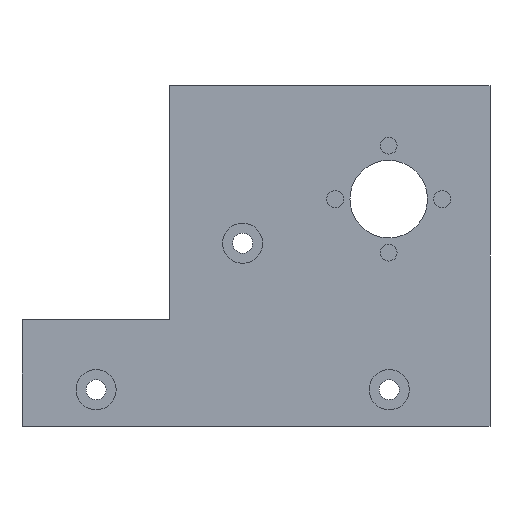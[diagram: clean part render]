
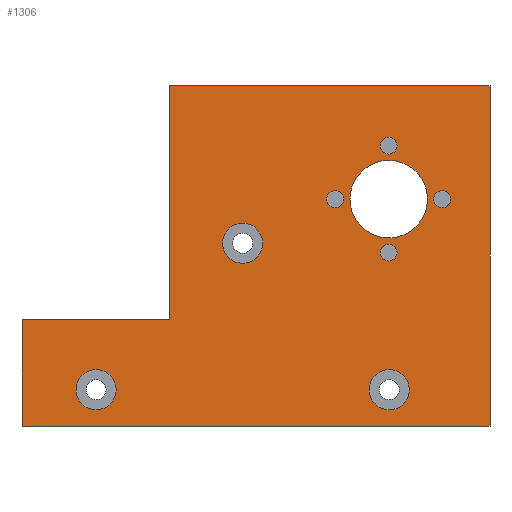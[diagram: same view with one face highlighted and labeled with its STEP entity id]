
A CAD part, front view. The second image highlights one B-rep face of the part: STEP entity #1306.
In plain terms, the highlighted planar face has unit normal (0, -1, 0).
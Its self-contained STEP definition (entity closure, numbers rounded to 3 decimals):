
#31=FACE_BOUND('',#224,.T.);
#32=FACE_BOUND('',#225,.T.);
#33=FACE_BOUND('',#226,.T.);
#34=FACE_BOUND('',#227,.T.);
#35=FACE_BOUND('',#228,.T.);
#36=FACE_BOUND('',#229,.T.);
#37=FACE_BOUND('',#230,.T.);
#38=FACE_BOUND('',#231,.T.);
#90=PLANE('',#1433);
#138=FACE_OUTER_BOUND('',#223,.T.);
#223=EDGE_LOOP('',(#943,#944,#945,#946,#947,#948));
#224=EDGE_LOOP('',(#949));
#225=EDGE_LOOP('',(#950));
#226=EDGE_LOOP('',(#951));
#227=EDGE_LOOP('',(#952));
#228=EDGE_LOOP('',(#953));
#229=EDGE_LOOP('',(#954));
#230=EDGE_LOOP('',(#955));
#231=EDGE_LOOP('',(#956));
#349=LINE('',#2081,#434);
#350=LINE('',#2083,#435);
#351=LINE('',#2085,#436);
#352=LINE('',#2087,#437);
#353=LINE('',#2089,#438);
#354=LINE('',#2090,#439);
#434=VECTOR('',#1657,10.);
#435=VECTOR('',#1658,10.);
#436=VECTOR('',#1659,10.);
#437=VECTOR('',#1660,10.);
#438=VECTOR('',#1661,10.);
#439=VECTOR('',#1662,10.);
#529=CIRCLE('',#1424,1.25);
#531=CIRCLE('',#1428,1.25);
#533=CIRCLE('',#1432,1.25);
#534=CIRCLE('',#1434,3.);
#535=CIRCLE('',#1435,3.);
#536=CIRCLE('',#1436,3.);
#537=CIRCLE('',#1437,1.25);
#538=CIRCLE('',#1438,5.8);
#620=VERTEX_POINT('',#2061);
#622=VERTEX_POINT('',#2068);
#624=VERTEX_POINT('',#2075);
#625=VERTEX_POINT('',#2079);
#626=VERTEX_POINT('',#2080);
#627=VERTEX_POINT('',#2082);
#628=VERTEX_POINT('',#2084);
#629=VERTEX_POINT('',#2086);
#630=VERTEX_POINT('',#2088);
#631=VERTEX_POINT('',#2091);
#632=VERTEX_POINT('',#2093);
#633=VERTEX_POINT('',#2095);
#634=VERTEX_POINT('',#2097);
#635=VERTEX_POINT('',#2099);
#745=EDGE_CURVE('',#620,#620,#529,.T.);
#748=EDGE_CURVE('',#622,#622,#531,.T.);
#751=EDGE_CURVE('',#624,#624,#533,.T.);
#753=EDGE_CURVE('',#625,#626,#349,.T.);
#754=EDGE_CURVE('',#627,#625,#350,.T.);
#755=EDGE_CURVE('',#627,#628,#351,.T.);
#756=EDGE_CURVE('',#628,#629,#352,.T.);
#757=EDGE_CURVE('',#629,#630,#353,.T.);
#758=EDGE_CURVE('',#630,#626,#354,.T.);
#759=EDGE_CURVE('',#631,#631,#534,.T.);
#760=EDGE_CURVE('',#632,#632,#535,.T.);
#761=EDGE_CURVE('',#633,#633,#536,.T.);
#762=EDGE_CURVE('',#634,#634,#537,.T.);
#763=EDGE_CURVE('',#635,#635,#538,.T.);
#943=ORIENTED_EDGE('',*,*,#753,.F.);
#944=ORIENTED_EDGE('',*,*,#754,.F.);
#945=ORIENTED_EDGE('',*,*,#755,.T.);
#946=ORIENTED_EDGE('',*,*,#756,.T.);
#947=ORIENTED_EDGE('',*,*,#757,.T.);
#948=ORIENTED_EDGE('',*,*,#758,.T.);
#949=ORIENTED_EDGE('',*,*,#759,.F.);
#950=ORIENTED_EDGE('',*,*,#760,.F.);
#951=ORIENTED_EDGE('',*,*,#761,.F.);
#952=ORIENTED_EDGE('',*,*,#745,.F.);
#953=ORIENTED_EDGE('',*,*,#748,.F.);
#954=ORIENTED_EDGE('',*,*,#751,.F.);
#955=ORIENTED_EDGE('',*,*,#762,.F.);
#956=ORIENTED_EDGE('',*,*,#763,.F.);
#1306=ADVANCED_FACE('',(#138,#31,#32,#33,#34,#35,#36,#37,#38),#90,.T.);
#1424=AXIS2_PLACEMENT_3D('',#2062,#1634,#1635);
#1428=AXIS2_PLACEMENT_3D('',#2069,#1643,#1644);
#1432=AXIS2_PLACEMENT_3D('',#2076,#1652,#1653);
#1433=AXIS2_PLACEMENT_3D('',#2078,#1655,#1656);
#1434=AXIS2_PLACEMENT_3D('',#2092,#1663,#1664);
#1435=AXIS2_PLACEMENT_3D('',#2094,#1665,#1666);
#1436=AXIS2_PLACEMENT_3D('',#2096,#1667,#1668);
#1437=AXIS2_PLACEMENT_3D('',#2098,#1669,#1670);
#1438=AXIS2_PLACEMENT_3D('',#2100,#1671,#1672);
#1634=DIRECTION('center_axis',(0.,-1.,0.));
#1635=DIRECTION('ref_axis',(0.,0.,1.));
#1643=DIRECTION('center_axis',(0.,-1.,0.));
#1644=DIRECTION('ref_axis',(-1.,0.,0.));
#1652=DIRECTION('center_axis',(0.,-1.,0.));
#1653=DIRECTION('ref_axis',(0.,0.,-1.));
#1655=DIRECTION('center_axis',(0.,-1.,0.));
#1656=DIRECTION('ref_axis',(1.,0.,0.));
#1657=DIRECTION('',(0.,0.,1.));
#1658=DIRECTION('',(1.,0.,0.));
#1659=DIRECTION('',(0.,0.,-1.));
#1660=DIRECTION('',(1.,0.,0.));
#1661=DIRECTION('',(0.,0.,1.));
#1662=DIRECTION('',(-1.,0.,0.));
#1663=DIRECTION('center_axis',(0.,-1.,0.));
#1664=DIRECTION('ref_axis',(1.,0.,0.));
#1665=DIRECTION('center_axis',(0.,-1.,0.));
#1666=DIRECTION('ref_axis',(1.,0.,0.));
#1667=DIRECTION('center_axis',(0.,-1.,0.));
#1668=DIRECTION('ref_axis',(1.,0.,0.));
#1669=DIRECTION('center_axis',(0.,-1.,0.));
#1670=DIRECTION('ref_axis',(1.,0.,0.));
#1671=DIRECTION('center_axis',(0.,-1.,0.));
#1672=DIRECTION('ref_axis',(-1.,0.,0.));
#2061=CARTESIAN_POINT('',(54.85,0.,24.75));
#2062=CARTESIAN_POINT('Origin',(54.85,0.,26.));
#2068=CARTESIAN_POINT('',(64.1,0.,34.));
#2069=CARTESIAN_POINT('Origin',(62.85,0.,34.));
#2075=CARTESIAN_POINT('',(54.85,0.,43.25));
#2076=CARTESIAN_POINT('Origin',(54.85,0.,42.));
#2078=CARTESIAN_POINT('Origin',(35.,0.,25.5));
#2079=CARTESIAN_POINT('',(22.,0.,16.));
#2080=CARTESIAN_POINT('',(22.,0.,51.));
#2081=CARTESIAN_POINT('',(22.,0.,38.25));
#2082=CARTESIAN_POINT('',(0.,0.,16.));
#2083=CARTESIAN_POINT('',(28.5,0.,16.));
#2084=CARTESIAN_POINT('',(0.,0.,0.));
#2085=CARTESIAN_POINT('',(0.,0.,51.));
#2086=CARTESIAN_POINT('',(70.,0.,0.));
#2087=CARTESIAN_POINT('',(0.,0.,0.));
#2088=CARTESIAN_POINT('',(70.,0.,51.));
#2089=CARTESIAN_POINT('',(70.,0.,0.));
#2090=CARTESIAN_POINT('',(70.,0.,51.));
#2091=CARTESIAN_POINT('',(51.922,0.,5.5));
#2092=CARTESIAN_POINT('Origin',(54.922,0.,5.5));
#2093=CARTESIAN_POINT('',(30.,0.,27.419));
#2094=CARTESIAN_POINT('Origin',(33.,0.,27.419));
#2095=CARTESIAN_POINT('',(8.081,0.,5.496));
#2096=CARTESIAN_POINT('Origin',(11.081,0.,5.496));
#2097=CARTESIAN_POINT('',(45.6,0.,34.));
#2098=CARTESIAN_POINT('Origin',(46.85,0.,34.));
#2099=CARTESIAN_POINT('',(60.65,0.,34.));
#2100=CARTESIAN_POINT('Origin',(54.85,0.,34.));
